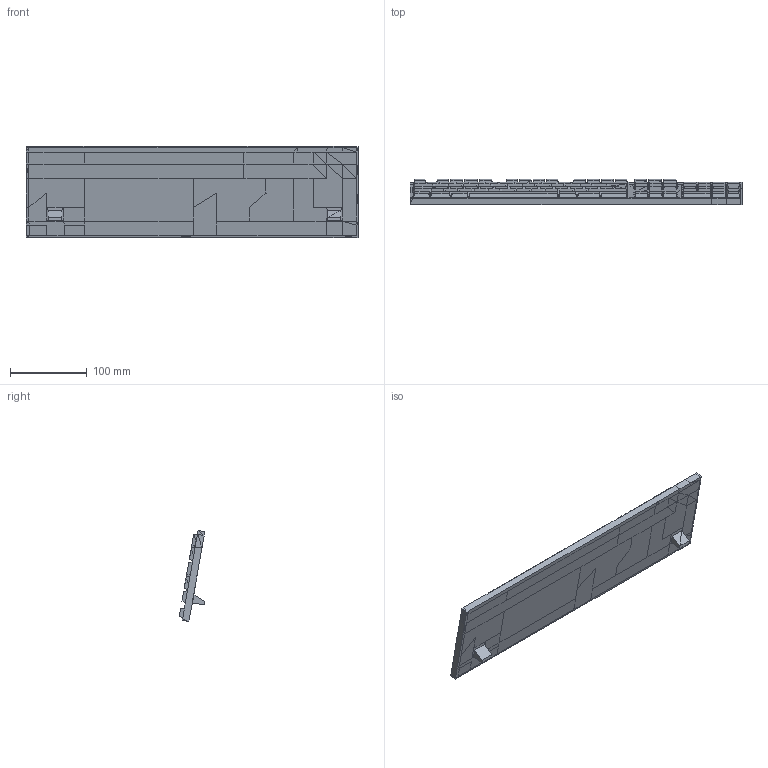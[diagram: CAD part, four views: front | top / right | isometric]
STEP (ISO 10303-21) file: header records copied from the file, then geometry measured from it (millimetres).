
FILE_DESCRIPTION(('STEP AP214'),'1');
FILE_NAME('keyboard.stp','2018-01-02T17:59:47',('TraceParts'),('TraceParts S.A.'),'Spatial InterOp 3D',' ',' ');
FILE_SCHEMA(('automotive_design'));
Length unit declared in the file: millimetre
Products named in the file (1): keyboard
Bounding box: 432.54 x 33.29 x 118.58 mm (x, y, z)
Volume: 578673.4 mm3; surface area: 168950.7 mm2
Topology: 1 solids, 1 shells, 916 faces, 1784 edges, 870 vertices
Faces by surface type: bspline 916
Entity records: 27124 total; most frequent: CARTESIAN_POINT 8103, ORIENTED_EDGE 3568, EDGE_CURVE 1784, B_SPLINE_CURVE_WITH_KNOTS 1784, STYLED_ITEM 916, PRESENTATION_STYLE_ASSIGNMENT 916, ADVANCED_FACE 916, SURFACE_STYLE_USAGE 916
